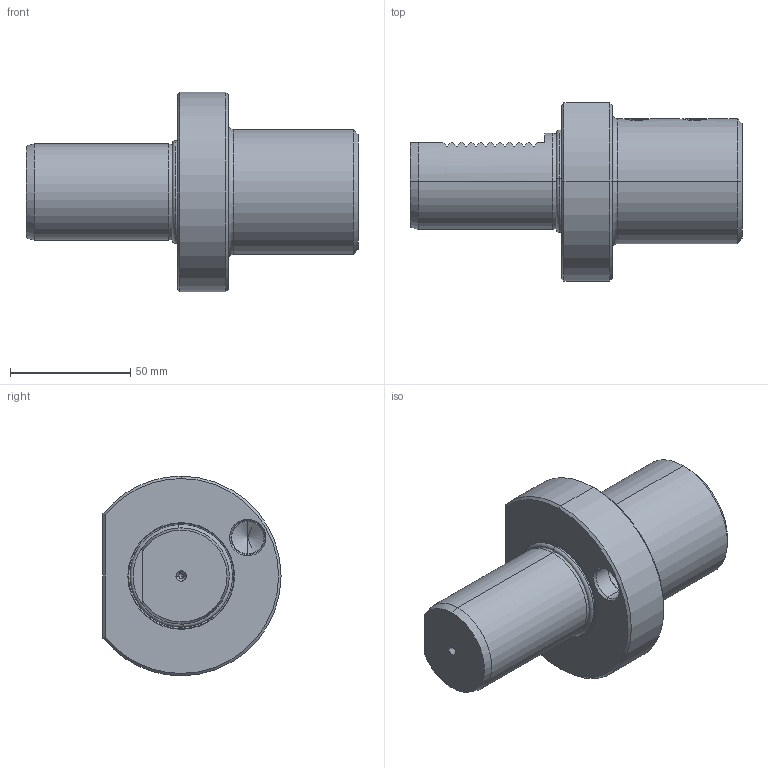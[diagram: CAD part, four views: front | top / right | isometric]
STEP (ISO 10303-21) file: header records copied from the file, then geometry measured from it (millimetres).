
FILE_DESCRIPTION (( 'STEP AP203' ), '1' );
FILE_NAME ('409.51.32.STEP', '2016-11-26T06:30:19', ( '' ), ( '' ), 'SwSTEP 2.0', 'SolidWorks 2012', '' );
FILE_SCHEMA (( 'CONFIG_CONTROL_DESIGN' ));
Length unit declared in the file: millimetre
Products named in the file (6): 409.51.32; M12xP1x14L; 管螺文螺絲; O型環38.7; M12xP1x12L; VDI40       E1_35
Assembly tree (5 placements, depth 2):
  409.51.32
    VDI40       E1_35
    M12xP1x12L
    M12xP1x14L
    O型環38.7
    管螺文螺絲
Bounding box: 138 x 74 x 83 mm (x, y, z)
Volume: 238105.2 mm3; surface area: 44746.8 mm2
Topology: 5 solids, 5 shells, 312 faces, 837 edges, 537 vertices
Faces by surface type: cylinder 123, cone 76, plane 73, bspline 26, torus 14
Entity records: 41260 total; most frequent: CARTESIAN_POINT 33869, ORIENTED_EDGE 1662, DIRECTION 1142, EDGE_CURVE 831, VERTEX_POINT 537, AXIS2_PLACEMENT_3D 420, EDGE_LOOP 330, FACE_OUTER_BOUND 312
